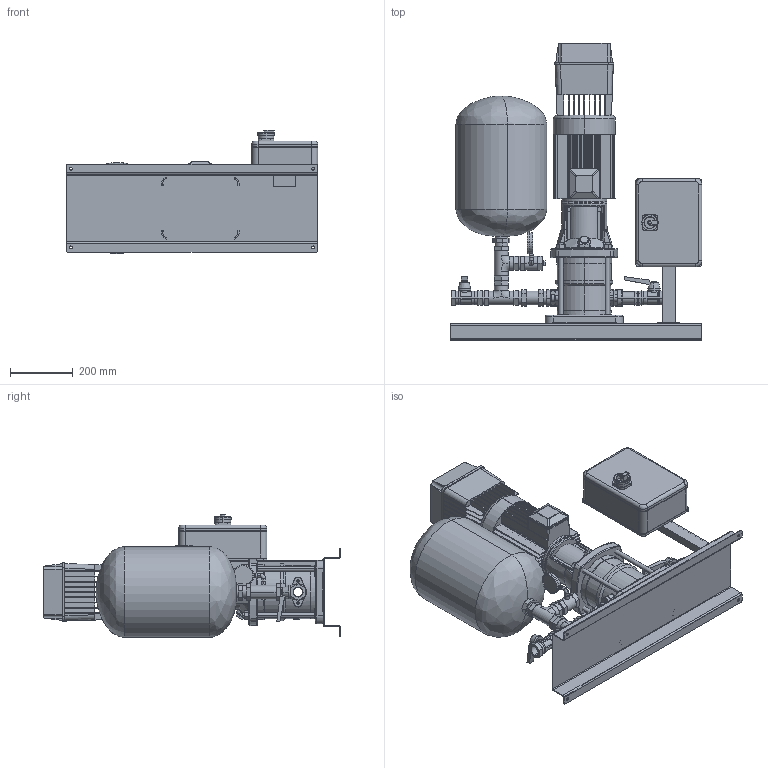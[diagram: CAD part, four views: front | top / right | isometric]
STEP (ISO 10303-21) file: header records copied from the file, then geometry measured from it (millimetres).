
FILE_DESCRIPTION (( 'STEP AP214' ), '1' );
FILE_NAME ('1SBI_15-5_TE_ZB00050626.STEP', '2022-02-04T07:52:02', ( '' ), ( '' ), 'SwSTEP 2.0', 'SolidWorks 2020', '' );
FILE_SCHEMA (( 'AUTOMOTIVE_DESIGN' ));
Length unit declared in the file: mil
Products named in the file (1): 1SBI_15-5_TE_ZB00050626
Bounding box: 800 x 944 x 391.86 mm (x, y, z)
Volume: 49587037.6 mm3; surface area: 3496104.9 mm2
Topology: 31 solids, 39 shells, 1737 faces, 4483 edges, 2874 vertices
Faces by surface type: plane 835, cylinder 577, bspline 185, torus 85, cone 49, sphere 6
Entity records: 72511 total; most frequent: CARTESIAN_POINT 30715, ORIENTED_EDGE 8932, DIRECTION 7986, EDGE_CURVE 4466, VERTEX_POINT 2874, AXIS2_PLACEMENT_3D 2787, LINE 2412, VECTOR 2412
